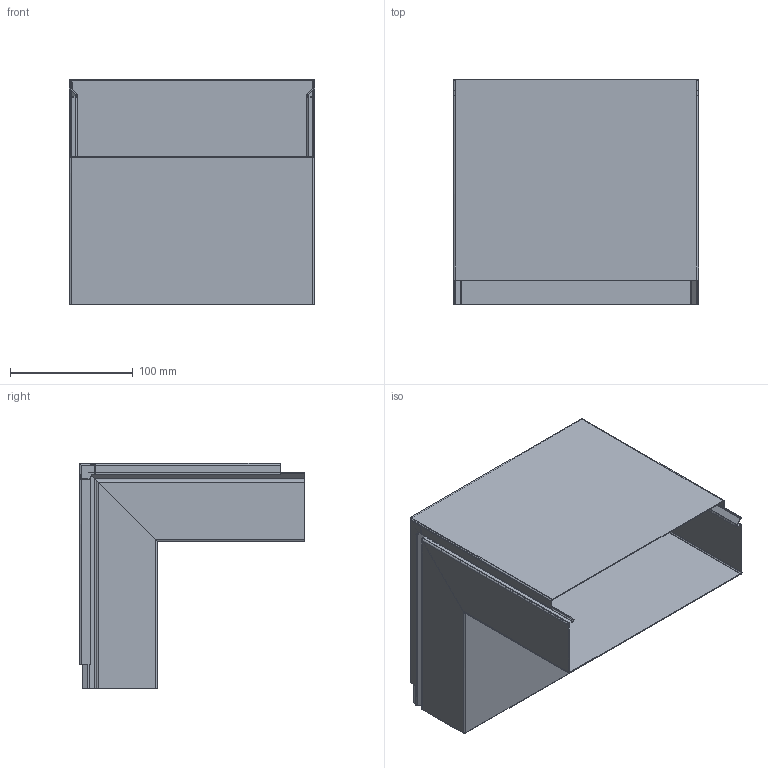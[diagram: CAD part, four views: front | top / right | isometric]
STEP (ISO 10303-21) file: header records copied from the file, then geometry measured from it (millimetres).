
FILE_DESCRIPTION (( 'STEP AP214' ), '1' );
FILE_NAME ('6249590.stp', '2016-10-05T10:42:08', ( '' ), ( '' ), 'SwSTEP 2.0', 'SolidWorks 2014', '' );
FILE_SCHEMA (( 'AUTOMOTIVE_DESIGN' ));
Length unit declared in the file: millimetre
Products named in the file (4): Deckel; 6249590; Leitungsfuehrungskanal_60x200; Leitungsfuehrungskanal_60x200.1
Assembly tree (3 placements, depth 2):
  6249590
    Leitungsfuehrungskanal_60x200.1
    Leitungsfuehrungskanal_60x200
    Deckel
Bounding box: 200.06 x 183.7 x 183.7 mm (x, y, z)
Volume: 117554.5 mm3; surface area: 316230.5 mm2
Topology: 3 solids, 3 shells, 134 faces, 432 edges, 300 vertices
Faces by surface type: plane 74, cylinder 60
Entity records: 6775 total; most frequent: CARTESIAN_POINT 1760, ORIENTED_EDGE 864, DIRECTION 601, EDGE_CURVE 432, VERTEX_POINT 300, LINE 267, VECTOR 267, AXIS2_PLACEMENT_3D 167
